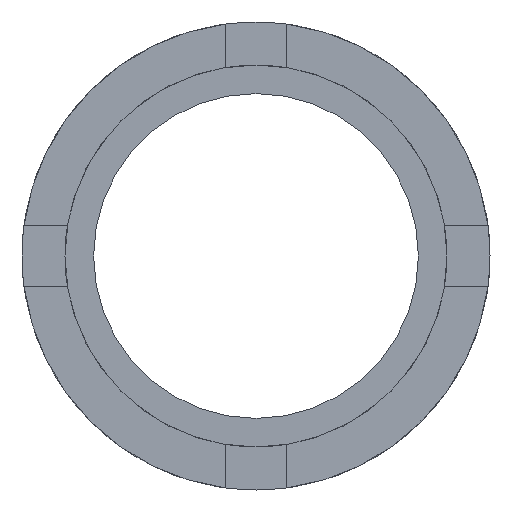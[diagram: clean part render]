
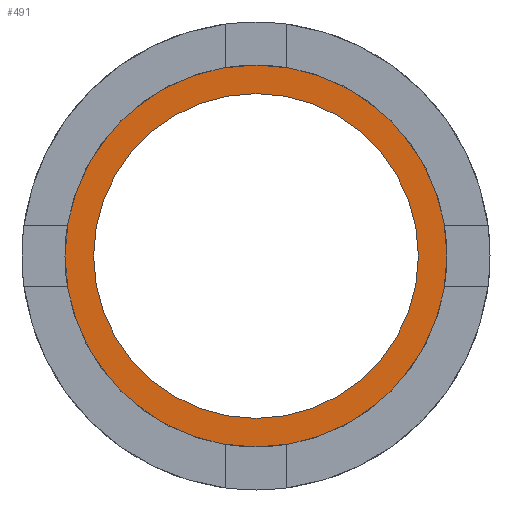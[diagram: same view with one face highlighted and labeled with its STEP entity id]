
A CAD part, front view. The second image highlights one B-rep face of the part: STEP entity #491.
In plain terms, the highlighted planar face has unit normal (0, -1, 0).
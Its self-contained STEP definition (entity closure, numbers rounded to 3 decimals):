
#15=FACE_BOUND('',#101,.T.);
#36=CIRCLE('',#545,10.);
#37=CIRCLE('',#547,8.5);
#56=PLANE('',#546);
#77=FACE_OUTER_BOUND('',#100,.T.);
#100=EDGE_LOOP('',(#420));
#101=EDGE_LOOP('',(#421));
#245=VERTEX_POINT('',#954);
#246=VERTEX_POINT('',#958);
#313=EDGE_CURVE('',#245,#245,#36,.T.);
#314=EDGE_CURVE('',#246,#246,#37,.T.);
#420=ORIENTED_EDGE('',*,*,#313,.F.);
#421=ORIENTED_EDGE('',*,*,#314,.F.);
#491=ADVANCED_FACE('',(#77,#15),#56,.F.);
#545=AXIS2_PLACEMENT_3D('',#956,#662,#663);
#546=AXIS2_PLACEMENT_3D('',#957,#664,#665);
#547=AXIS2_PLACEMENT_3D('',#959,#666,#667);
#662=DIRECTION('center_axis',(0.,1.,0.));
#663=DIRECTION('ref_axis',(1.,0.,0.));
#664=DIRECTION('center_axis',(0.,1.,0.));
#665=DIRECTION('ref_axis',(1.,0.,0.));
#666=DIRECTION('center_axis',(0.,-1.,0.));
#667=DIRECTION('ref_axis',(1.,0.,0.));
#954=CARTESIAN_POINT('',(-10.,4.,-40.));
#956=CARTESIAN_POINT('Origin',(0.,4.,-40.));
#957=CARTESIAN_POINT('Origin',(0.,4.,-40.));
#958=CARTESIAN_POINT('',(-8.5,4.,-40.));
#959=CARTESIAN_POINT('Origin',(0.,4.,-40.));
